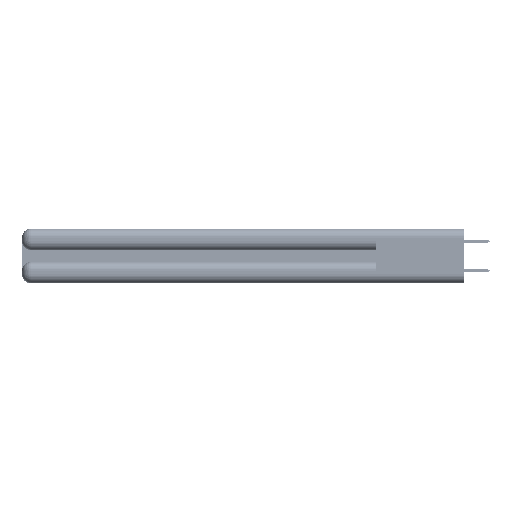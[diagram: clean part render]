
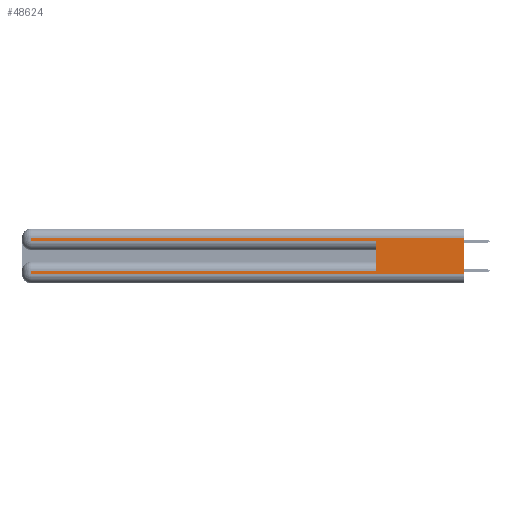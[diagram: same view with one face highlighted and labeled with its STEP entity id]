
A CAD part, left-side view. The second image highlights one B-rep face of the part: STEP entity #48624.
In plain terms, the highlighted planar face has unit normal (-1, 0, 0).
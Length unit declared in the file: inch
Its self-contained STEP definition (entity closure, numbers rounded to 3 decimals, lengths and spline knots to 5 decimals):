
#2086 = CARTESIAN_POINT ( 'NONE',  ( 0., 0., 0.31 ) ) ;
#2567 = LINE ( 'NONE', #34615, #34371 ) ;
#3560 = EDGE_CURVE ( 'NONE', #19473, #30810, #10895, .T. ) ;
#3759 = ORIENTED_EDGE ( 'NONE', *, *, #32432, .T. ) ;
#5256 = EDGE_CURVE ( 'NONE', #45814, #32721, #45633, .T. ) ;
#5257 = ORIENTED_EDGE ( 'NONE', *, *, #32610, .F. ) ;
#5935 = DIRECTION ( 'NONE',  ( 0., 1., 0. ) ) ;
#6270 = CARTESIAN_POINT ( 'NONE',  ( 0., 0., 0.31 ) ) ;
#6499 = CARTESIAN_POINT ( 'NONE',  ( 0., 0.6, 0.085 ) ) ;
#6781 = DIRECTION ( 'NONE',  ( 0., 0., 1. ) ) ;
#8860 = CARTESIAN_POINT ( 'NONE',  ( 0., 2.94, 0.37 ) ) ;
#9086 = LINE ( 'NONE', #12459, #13993 ) ;
#9411 = PLANE ( 'NONE',  #26828 ) ;
#10739 = CARTESIAN_POINT ( 'NONE',  ( 0., 0.6, 0.285 ) ) ;
#10895 = LINE ( 'NONE', #15418, #19450 ) ;
#11276 = ORIENTED_EDGE ( 'NONE', *, *, #40988, .T. ) ;
#12176 = VECTOR ( 'NONE', #32160, 39.37008 ) ;
#12459 = CARTESIAN_POINT ( 'NONE',  ( 0., 2.94, 0.37 ) ) ;
#12630 = DIRECTION ( 'NONE',  ( 0., 0., -1. ) ) ;
#13993 = VECTOR ( 'NONE', #12630, 39.37008 ) ;
#14200 = CARTESIAN_POINT ( 'NONE',  ( 0., 0., 0.06 ) ) ;
#15284 = CARTESIAN_POINT ( 'NONE',  ( 0., 0., 0.06 ) ) ;
#15418 = CARTESIAN_POINT ( 'NONE',  ( 0., 0., 0.085 ) ) ;
#16600 = LINE ( 'NONE', #6270, #49003 ) ;
#16697 = ORIENTED_EDGE ( 'NONE', *, *, #22044, .T. ) ;
#17109 = DIRECTION ( 'NONE',  ( 0., 0., -1. ) ) ;
#18310 = DIRECTION ( 'NONE',  ( 0., -1., 0. ) ) ;
#18562 = CARTESIAN_POINT ( 'NONE',  ( 0., 2.94, 0.085 ) ) ;
#18845 = EDGE_CURVE ( 'NONE', #41012, #32721, #28050, .T. ) ;
#19450 = VECTOR ( 'NONE', #39170, 39.37008 ) ;
#19473 = VERTEX_POINT ( 'NONE', #6499 ) ;
#19552 = VERTEX_POINT ( 'NONE', #10739 ) ;
#20513 = ORIENTED_EDGE ( 'NONE', *, *, #22134, .T. ) ;
#20709 = CARTESIAN_POINT ( 'NONE',  ( 0., 0., 0.37 ) ) ;
#22044 = EDGE_CURVE ( 'NONE', #30810, #45814, #9086, .T. ) ;
#22134 = EDGE_CURVE ( 'NONE', #36711, #26350, #40270, .T. ) ;
#22699 = ORIENTED_EDGE ( 'NONE', *, *, #18845, .F. ) ;
#25238 = CARTESIAN_POINT ( 'NONE',  ( 0., 2.94, 0.31 ) ) ;
#25764 = VECTOR ( 'NONE', #38463, 39.37008 ) ;
#26350 = VERTEX_POINT ( 'NONE', #41005 ) ;
#26828 = AXIS2_PLACEMENT_3D ( 'NONE', #20709, #44760, #17109 ) ;
#26837 = VECTOR ( 'NONE', #34734, 39.37008 ) ;
#26846 = CARTESIAN_POINT ( 'NONE',  ( 0., 0., 0.285 ) ) ;
#28050 = LINE ( 'NONE', #30668, #26837 ) ;
#28371 = ORIENTED_EDGE ( 'NONE', *, *, #5256, .T. ) ;
#30668 = CARTESIAN_POINT ( 'NONE',  ( 0., 0., 0.37 ) ) ;
#30810 = VERTEX_POINT ( 'NONE', #18562 ) ;
#32160 = DIRECTION ( 'NONE',  ( 0., 0., -1. ) ) ;
#32432 = EDGE_CURVE ( 'NONE', #41012, #36711, #16600, .T. ) ;
#32610 = EDGE_CURVE ( 'NONE', #19473, #19552, #2567, .T. ) ;
#32721 = VERTEX_POINT ( 'NONE', #15284 ) ;
#33867 = FACE_OUTER_BOUND ( 'NONE', #40864, .T. ) ;
#34371 = VECTOR ( 'NONE', #6781, 39.37008 ) ;
#34615 = CARTESIAN_POINT ( 'NONE',  ( 0., 0.6, 0.145 ) ) ;
#34734 = DIRECTION ( 'NONE',  ( 0., 0., -1. ) ) ;
#35509 = ORIENTED_EDGE ( 'NONE', *, *, #3560, .T. ) ;
#36711 = VERTEX_POINT ( 'NONE', #25238 ) ;
#37956 = LINE ( 'NONE', #26846, #25764 ) ;
#38463 = DIRECTION ( 'NONE',  ( 0., -1., 0. ) ) ;
#38913 = VECTOR ( 'NONE', #18310, 39.37008 ) ;
#39170 = DIRECTION ( 'NONE',  ( 0., 1., 0. ) ) ;
#40270 = LINE ( 'NONE', #8860, #12176 ) ;
#40349 = CARTESIAN_POINT ( 'NONE',  ( 0., 2.94, 0.06 ) ) ;
#40864 = EDGE_LOOP ( 'NONE', ( #22699, #3759, #20513, #11276, #5257, #35509, #16697, #28371 ) ) ;
#40988 = EDGE_CURVE ( 'NONE', #26350, #19552, #37956, .T. ) ;
#41005 = CARTESIAN_POINT ( 'NONE',  ( 0., 2.94, 0.285 ) ) ;
#41012 = VERTEX_POINT ( 'NONE', #2086 ) ;
#44760 = DIRECTION ( 'NONE',  ( 1., 0., 0. ) ) ;
#45633 = LINE ( 'NONE', #14200, #38913 ) ;
#45814 = VERTEX_POINT ( 'NONE', #40349 ) ;
#48624 = ADVANCED_FACE ( 'NONE', ( #33867 ), #9411, .F. ) ;
#49003 = VECTOR ( 'NONE', #5935, 39.37008 ) ;
